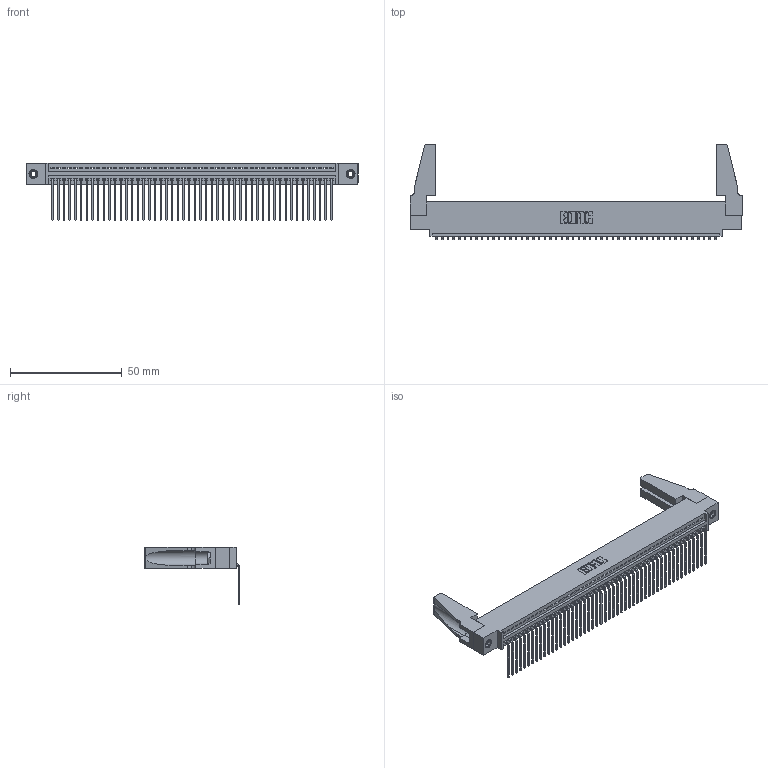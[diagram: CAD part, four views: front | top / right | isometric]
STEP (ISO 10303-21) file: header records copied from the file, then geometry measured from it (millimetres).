
FILE_DESCRIPTION (( 'STEP AP203' ), '1' );
FILE_NAME ('345-050-559-488.STEP', '2019-10-09T13:40:24', ( '' ), ( '' ), 'SwSTEP 2.0', 'SolidWorks 2016', '' );
FILE_SCHEMA (( 'CONFIG_CONTROL_DESIGN' ));
Length unit declared in the file: inch
Products named in the file (5): 345-050-559-488; 345-292-001_558 559 Tail - 1; 345-250-001_345-250-001-102; 345-220-078_345-220-088; 345 Part_0.110 Offset - 0.156 Dia-TH
Assembly tree (55 placements, depth 2):
  345-050-559-488
    345 Part_0.110 Offset - 0.156 Dia-TH
    345-292-001_558 559 Tail - 1  x50
    345-250-001_345-250-001-102  x2
    345-220-078_345-220-088  x2
Bounding box: 148.23 x 42.41 x 25.53 mm (x, y, z)
Volume: 17490.7 mm3; surface area: 23220.1 mm2
Topology: 55 solids, 55 shells, 3254 faces, 9767 edges, 6434 vertices
Faces by surface type: plane 2256, cylinder 982, cone 12, torus 4
Entity records: 38918 total; most frequent: CARTESIAN_POINT 6732, ORIENTED_EDGE 6676, DIRECTION 5874, EDGE_CURVE 3338, LINE 2964, VECTOR 2964, VERTEX_POINT 2218, AXIS2_PLACEMENT_3D 1455
